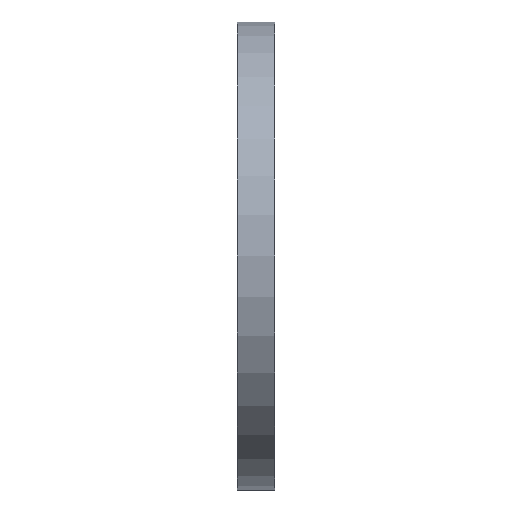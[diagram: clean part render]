
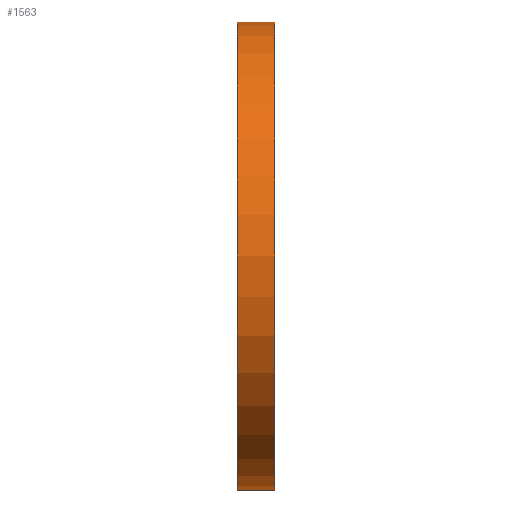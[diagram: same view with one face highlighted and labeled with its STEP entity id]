
A CAD part, left-side view. The second image highlights one B-rep face of the part: STEP entity #1563.
In plain terms, the highlighted cylindrical face has radius 50 mm (diameter 100 mm), a partial arc.
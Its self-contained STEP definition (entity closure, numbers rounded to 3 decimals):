
#700 = VERTEX_POINT ( 'NONE', #14778 ) ;
#1296 = EDGE_CURVE ( 'NONE', #700, #12314, #7404, .T. ) ;
#1414 = DIRECTION ( 'NONE',  ( 0., 0., -1. ) ) ;
#1494 = AXIS2_PLACEMENT_3D ( 'NONE', #9060, #6791, #14967 ) ;
#1563 = ADVANCED_FACE ( 'NONE', ( #10038 ), #11552, .T. ) ;
#1705 = CARTESIAN_POINT ( 'NONE',  ( 0., 0., 50. ) ) ;
#2066 = ORIENTED_EDGE ( 'NONE', *, *, #3639, .F. ) ;
#2457 = DIRECTION ( 'NONE',  ( 0., -1., 0. ) ) ;
#2995 = EDGE_CURVE ( 'NONE', #8535, #700, #9943, .T. ) ;
#3639 = EDGE_CURVE ( 'NONE', #11857, #12314, #13463, .T. ) ;
#4784 = CARTESIAN_POINT ( 'NONE',  ( 0., 8., -50. ) ) ;
#6361 = VECTOR ( 'NONE', #7094, 1000. ) ;
#6766 = VECTOR ( 'NONE', #2457, 1000. ) ;
#6791 = DIRECTION ( 'NONE',  ( 0., 1., 0. ) ) ;
#7094 = DIRECTION ( 'NONE',  ( 0., -1., 0. ) ) ;
#7140 = CARTESIAN_POINT ( 'NONE',  ( 0., 8., 50. ) ) ;
#7404 = CIRCLE ( 'NONE', #1494, 50. ) ;
#7516 = ORIENTED_EDGE ( 'NONE', *, *, #2995, .T. ) ;
#8535 = VERTEX_POINT ( 'NONE', #14131 ) ;
#9060 = CARTESIAN_POINT ( 'NONE',  ( 0., 0., 0. ) ) ;
#9323 = ORIENTED_EDGE ( 'NONE', *, *, #1296, .T. ) ;
#9895 = CARTESIAN_POINT ( 'NONE',  ( 0., 8., 0. ) ) ;
#9943 = LINE ( 'NONE', #4784, #6766 ) ;
#10038 = FACE_OUTER_BOUND ( 'NONE', #15183, .T. ) ;
#10669 = ORIENTED_EDGE ( 'NONE', *, *, #14316, .F. ) ;
#11106 = DIRECTION ( 'NONE',  ( 0., -1., 0. ) ) ;
#11129 = AXIS2_PLACEMENT_3D ( 'NONE', #14690, #11106, #1414 ) ;
#11214 = CARTESIAN_POINT ( 'NONE',  ( 0., 8., 50. ) ) ;
#11552 = CYLINDRICAL_SURFACE ( 'NONE', #11129, 50. ) ;
#11857 = VERTEX_POINT ( 'NONE', #11214 ) ;
#11875 = CIRCLE ( 'NONE', #12375, 50. ) ;
#12046 = DIRECTION ( 'NONE',  ( 0., 0., 1. ) ) ;
#12092 = DIRECTION ( 'NONE',  ( 0., 1., 0. ) ) ;
#12314 = VERTEX_POINT ( 'NONE', #1705 ) ;
#12375 = AXIS2_PLACEMENT_3D ( 'NONE', #9895, #12092, #12046 ) ;
#13463 = LINE ( 'NONE', #7140, #6361 ) ;
#14131 = CARTESIAN_POINT ( 'NONE',  ( 0., 8., -50. ) ) ;
#14316 = EDGE_CURVE ( 'NONE', #8535, #11857, #11875, .T. ) ;
#14690 = CARTESIAN_POINT ( 'NONE',  ( 0., 8., 0. ) ) ;
#14778 = CARTESIAN_POINT ( 'NONE',  ( 0., 0., -50. ) ) ;
#14967 = DIRECTION ( 'NONE',  ( 0., 0., 1. ) ) ;
#15183 = EDGE_LOOP ( 'NONE', ( #2066, #10669, #7516, #9323 ) ) ;
